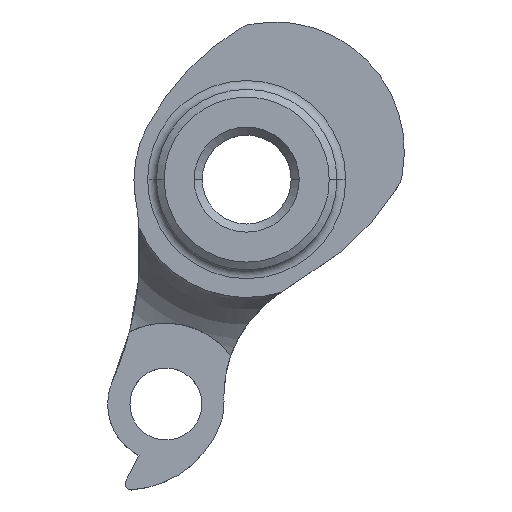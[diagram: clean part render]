
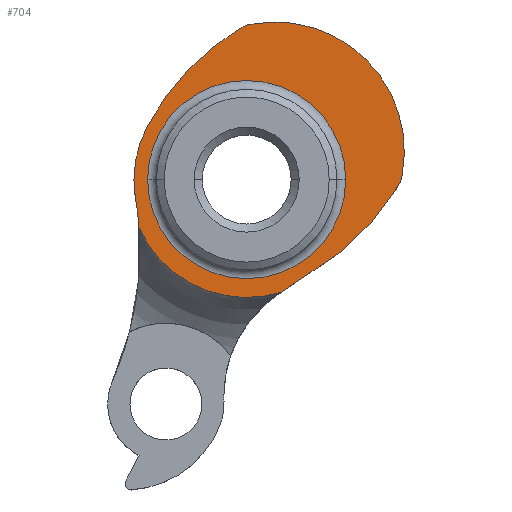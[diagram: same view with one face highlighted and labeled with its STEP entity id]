
A CAD part, top view. The second image highlights one B-rep face of the part: STEP entity #704.
In plain terms, the highlighted planar face has unit normal (0, 0, 1).
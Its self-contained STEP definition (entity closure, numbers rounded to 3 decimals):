
#10 = ORIENTED_EDGE ( 'NONE', *, *, #136, .T. ) ;
#19 = DIRECTION ( 'NONE',  ( 1., 0., 0. ) ) ;
#32 = CARTESIAN_POINT ( 'NONE',  ( 0., 0., 15. ) ) ;
#36 = ORIENTED_EDGE ( 'NONE', *, *, #1369, .T. ) ;
#42 = EDGE_CURVE ( 'NONE', #961, #1472, #1226, .T. ) ;
#55 = ORIENTED_EDGE ( 'NONE', *, *, #617, .T. ) ;
#112 = EDGE_CURVE ( 'NONE', #1320, #515, #561, .T. ) ;
#136 = EDGE_CURVE ( 'NONE', #834, #892, #256, .T. ) ;
#139 = CARTESIAN_POINT ( 'NONE',  ( 15.043, 1.316, 15. ) ) ;
#142 = DIRECTION ( 'NONE',  ( 0., 0., 1. ) ) ;
#170 = EDGE_CURVE ( 'NONE', #690, #201, #754, .T. ) ;
#180 = DIRECTION ( 'NONE',  ( 1., 0., 0. ) ) ;
#193 = CARTESIAN_POINT ( 'NONE',  ( 3.504, 3.504, 15. ) ) ;
#201 = VERTEX_POINT ( 'NONE', #576 ) ;
#207 = EDGE_CURVE ( 'NONE', #941, #240, #815, .T. ) ;
#215 = CARTESIAN_POINT ( 'NONE',  ( 15.661, -8.354, 15. ) ) ;
#216 = DIRECTION ( 'NONE',  ( 1., 0., 0. ) ) ;
#221 = CARTESIAN_POINT ( 'NONE',  ( 7.325, -11.89, 15. ) ) ;
#223 = CARTESIAN_POINT ( 'NONE',  ( -53.227, -8.8, 15. ) ) ;
#226 = DIRECTION ( 'NONE',  ( 0., 0., -1. ) ) ;
#228 = DIRECTION ( 'NONE',  ( 1., 0., 0. ) ) ;
#234 = DIRECTION ( 'NONE',  ( 0.826, 0.564, 0. ) ) ;
#240 = VERTEX_POINT ( 'NONE', #552 ) ;
#256 = CIRCLE ( 'NONE', #1072, 40. ) ;
#272 = ORIENTED_EDGE ( 'NONE', *, *, #1404, .T. ) ;
#274 = ORIENTED_EDGE ( 'NONE', *, *, #207, .T. ) ;
#295 = ORIENTED_EDGE ( 'NONE', *, *, #1019, .T. ) ;
#305 = DIRECTION ( 'NONE',  ( 0., 0., -1. ) ) ;
#309 = DIRECTION ( 'NONE',  ( 1., 0., 0. ) ) ;
#313 = CARTESIAN_POINT ( 'NONE',  ( 0., 0., 15. ) ) ;
#325 = DIRECTION ( 'NONE',  ( 1., 0., 0. ) ) ;
#328 = CARTESIAN_POINT ( 'NONE',  ( 0., 0., 15. ) ) ;
#348 = CIRCLE ( 'NONE', #861, 16. ) ;
#352 = CARTESIAN_POINT ( 'NONE',  ( -12.308, 6.566, 15. ) ) ;
#371 = CARTESIAN_POINT ( 'NONE',  ( 12.258, 0., 15. ) ) ;
#402 = EDGE_LOOP ( 'NONE', ( #10, #55, #1249, #1235, #1225, #1069, #272, #750, #1263, #36 ) ) ;
#428 = CIRCLE ( 'NONE', #698, 31.7 ) ;
#462 = DIRECTION ( 'NONE',  ( 1., 0., 0. ) ) ;
#515 = VERTEX_POINT ( 'NONE', #352 ) ;
#551 = CIRCLE ( 'NONE', #925, 4.256 ) ;
#552 = CARTESIAN_POINT ( 'NONE',  ( -12.258, 0., 15. ) ) ;
#561 = CIRCLE ( 'NONE', #1082, 31.7 ) ;
#576 = CARTESIAN_POINT ( 'NONE',  ( 7.325, -11.89, 15. ) ) ;
#589 = CIRCLE ( 'NONE', #1375, 14.586 ) ;
#617 = EDGE_CURVE ( 'NONE', #892, #690, #589, .T. ) ;
#620 = CARTESIAN_POINT ( 'NONE',  ( 0., 0., 15. ) ) ;
#645 = VECTOR ( 'NONE', #234, 1000. ) ;
#661 = DIRECTION ( 'NONE',  ( 1., 0., 0. ) ) ;
#690 = VERTEX_POINT ( 'NONE', #1127 ) ;
#698 = AXIS2_PLACEMENT_3D ( 'NONE', #726, #748, #906 ) ;
#704 = ADVANCED_FACE ( 'NONE', ( #1180, #1217 ), #728, .T. ) ;
#720 = VERTEX_POINT ( 'NONE', #1337 ) ;
#726 = CARTESIAN_POINT ( 'NONE',  ( -8.354, 15.661, 15. ) ) ;
#728 = PLANE ( 'NONE',  #817 ) ;
#729 = EDGE_CURVE ( 'NONE', #201, #961, #428, .T. ) ;
#735 = CARTESIAN_POINT ( 'NONE',  ( 0., 0., 15. ) ) ;
#741 = DIRECTION ( 'NONE',  ( 0., 0., 1. ) ) ;
#742 = DIRECTION ( 'NONE',  ( 1., 0., 0. ) ) ;
#748 = DIRECTION ( 'NONE',  ( 0., 0., 1. ) ) ;
#750 = ORIENTED_EDGE ( 'NONE', *, *, #112, .T. ) ;
#752 = VERTEX_POINT ( 'NONE', #927 ) ;
#754 = LINE ( 'NONE', #221, #645 ) ;
#791 = CARTESIAN_POINT ( 'NONE',  ( -0.908, 18.671, 15. ) ) ;
#815 = CIRCLE ( 'NONE', #946, 12.258 ) ;
#817 = AXIS2_PLACEMENT_3D ( 'NONE', #830, #1084, #661 ) ;
#830 = CARTESIAN_POINT ( 'NONE',  ( 0., 0., 15. ) ) ;
#834 = VERTEX_POINT ( 'NONE', #1333 ) ;
#841 = CARTESIAN_POINT ( 'NONE',  ( 18.671, -0.908, 15. ) ) ;
#854 = EDGE_LOOP ( 'NONE', ( #274, #295 ) ) ;
#861 = AXIS2_PLACEMENT_3D ( 'NONE', #193, #1078, #325 ) ;
#886 = CIRCLE ( 'NONE', #1176, 13.95 ) ;
#892 = VERTEX_POINT ( 'NONE', #1150 ) ;
#906 = DIRECTION ( 'NONE',  ( 1., 0., 0. ) ) ;
#908 = CIRCLE ( 'NONE', #1016, 13.95 ) ;
#925 = AXIS2_PLACEMENT_3D ( 'NONE', #1204, #1207, #1210 ) ;
#927 = CARTESIAN_POINT ( 'NONE',  ( -13.95, 0., 15. ) ) ;
#941 = VERTEX_POINT ( 'NONE', #371 ) ;
#946 = AXIS2_PLACEMENT_3D ( 'NONE', #313, #305, #309 ) ;
#950 = CARTESIAN_POINT ( 'NONE',  ( 19.224, 0.523, 15. ) ) ;
#954 = DIRECTION ( 'NONE',  ( 0., 0., 1. ) ) ;
#961 = VERTEX_POINT ( 'NONE', #841 ) ;
#968 = DIRECTION ( 'NONE',  ( -1., 0., 0. ) ) ;
#989 = EDGE_CURVE ( 'NONE', #1472, #720, #348, .T. ) ;
#1016 = AXIS2_PLACEMENT_3D ( 'NONE', #735, #741, #742 ) ;
#1019 = EDGE_CURVE ( 'NONE', #240, #941, #1451, .T. ) ;
#1069 = ORIENTED_EDGE ( 'NONE', *, *, #989, .T. ) ;
#1072 = AXIS2_PLACEMENT_3D ( 'NONE', #223, #226, #228 ) ;
#1078 = DIRECTION ( 'NONE',  ( 0., 0., 1. ) ) ;
#1082 = AXIS2_PLACEMENT_3D ( 'NONE', #215, #954, #216 ) ;
#1084 = DIRECTION ( 'NONE',  ( 0., 0., 1. ) ) ;
#1127 = CARTESIAN_POINT ( 'NONE',  ( 4.341, -13.926, 15. ) ) ;
#1150 = CARTESIAN_POINT ( 'NONE',  ( -13.331, -5.919, 15. ) ) ;
#1176 = AXIS2_PLACEMENT_3D ( 'NONE', #620, #1307, #19 ) ;
#1180 = FACE_BOUND ( 'NONE', #854, .T. ) ;
#1196 = DIRECTION ( 'NONE',  ( 0., 0., -1. ) ) ;
#1204 = CARTESIAN_POINT ( 'NONE',  ( 1.316, 15.043, 15. ) ) ;
#1207 = DIRECTION ( 'NONE',  ( 0., 0., 1. ) ) ;
#1210 = DIRECTION ( 'NONE',  ( 1., 0., 0. ) ) ;
#1217 = FACE_OUTER_BOUND ( 'NONE', #402, .T. ) ;
#1225 = ORIENTED_EDGE ( 'NONE', *, *, #42, .T. ) ;
#1226 = CIRCLE ( 'NONE', #1403, 4.256 ) ;
#1228 = AXIS2_PLACEMENT_3D ( 'NONE', #328, #1196, #462 ) ;
#1235 = ORIENTED_EDGE ( 'NONE', *, *, #729, .T. ) ;
#1249 = ORIENTED_EDGE ( 'NONE', *, *, #170, .T. ) ;
#1263 = ORIENTED_EDGE ( 'NONE', *, *, #1343, .T. ) ;
#1307 = DIRECTION ( 'NONE',  ( 0., 0., 1. ) ) ;
#1320 = VERTEX_POINT ( 'NONE', #791 ) ;
#1333 = CARTESIAN_POINT ( 'NONE',  ( -13.763, -2.275, 15. ) ) ;
#1337 = CARTESIAN_POINT ( 'NONE',  ( 0.523, 19.224, 15. ) ) ;
#1343 = EDGE_CURVE ( 'NONE', #515, #752, #908, .T. ) ;
#1369 = EDGE_CURVE ( 'NONE', #752, #834, #886, .T. ) ;
#1375 = AXIS2_PLACEMENT_3D ( 'NONE', #32, #1405, #968 ) ;
#1403 = AXIS2_PLACEMENT_3D ( 'NONE', #139, #142, #180 ) ;
#1404 = EDGE_CURVE ( 'NONE', #720, #1320, #551, .T. ) ;
#1405 = DIRECTION ( 'NONE',  ( 0., 0., 1. ) ) ;
#1451 = CIRCLE ( 'NONE', #1228, 12.258 ) ;
#1472 = VERTEX_POINT ( 'NONE', #950 ) ;
